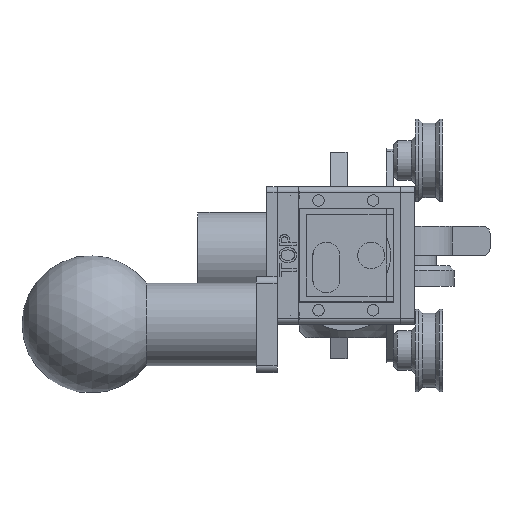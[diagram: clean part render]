
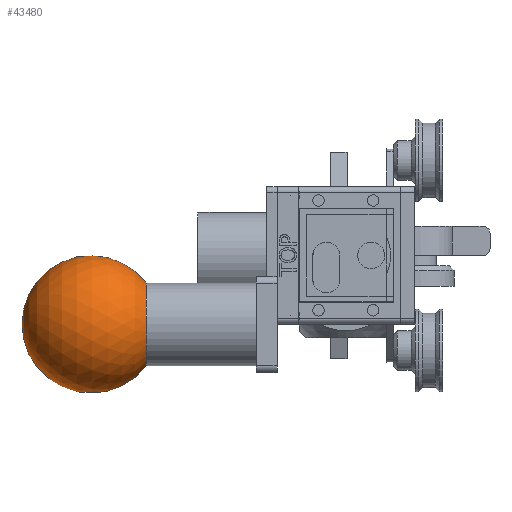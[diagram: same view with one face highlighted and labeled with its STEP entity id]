
A CAD part, left-side view. The second image highlights one B-rep face of the part: STEP entity #43480.
In plain terms, the highlighted spherical face has radius 25 mm.
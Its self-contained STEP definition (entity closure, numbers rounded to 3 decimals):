
#180=SPHERICAL_SURFACE('',#47014,25.);
#1017=CIRCLE('',#47015,15.);
#1018=CIRCLE('',#47016,25.);
#5335=FACE_OUTER_BOUND('',#8057,.T.);
#8057=EDGE_LOOP('',(#35104,#35105,#35106));
#20991=VERTEX_POINT('',#70435);
#20992=VERTEX_POINT('',#70437);
#26048=EDGE_CURVE('',#20991,#20991,#1017,.T.);
#26049=EDGE_CURVE('',#20992,#20991,#1018,.T.);
#35104=ORIENTED_EDGE('',*,*,#26048,.F.);
#35105=ORIENTED_EDGE('',*,*,#26049,.F.);
#35106=ORIENTED_EDGE('',*,*,#26049,.T.);
#43480=ADVANCED_FACE('',(#5335),#180,.T.);
#47014=AXIS2_PLACEMENT_3D('',#70434,#53404,#53405);
#47015=AXIS2_PLACEMENT_3D('',#70436,#53406,#53407);
#47016=AXIS2_PLACEMENT_3D('',#70438,#53408,#53409);
#53404=DIRECTION('center_axis',(0.,0.,1.));
#53405=DIRECTION('ref_axis',(1.,0.,0.));
#53406=DIRECTION('center_axis',(0.,0.,-1.));
#53407=DIRECTION('ref_axis',(1.,0.,0.));
#53408=DIRECTION('center_axis',(0.,-1.,0.));
#53409=DIRECTION('ref_axis',(-1.,0.,0.));
#70434=CARTESIAN_POINT('Origin',(25.,-25.,117.3));
#70435=CARTESIAN_POINT('',(10.,-25.,97.3));
#70436=CARTESIAN_POINT('Origin',(25.,-25.,97.3));
#70437=CARTESIAN_POINT('',(25.,-25.,142.3));
#70438=CARTESIAN_POINT('Origin',(25.,-25.,117.3));
